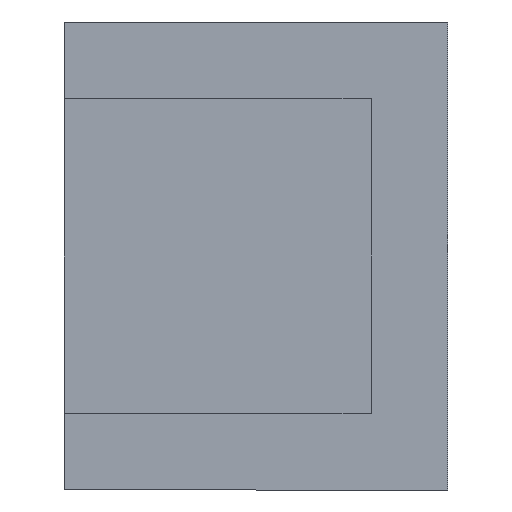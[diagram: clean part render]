
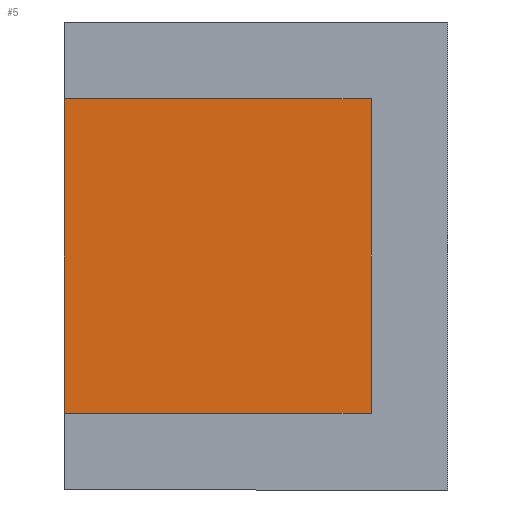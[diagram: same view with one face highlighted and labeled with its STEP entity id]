
A CAD part, left-side view. The second image highlights one B-rep face of the part: STEP entity #5.
In plain terms, the highlighted planar face has unit normal (-1, 0, 0).
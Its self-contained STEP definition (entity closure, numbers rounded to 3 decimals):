
#1 = CARTESIAN_POINT ( 'NONE',  ( 5.5, -6.859, 0. ) ) ;
#5 = ADVANCED_FACE ( 'NONE', ( #44 ), #141, .F. ) ;
#20 = LINE ( 'NONE', #81, #302 ) ;
#33 = CARTESIAN_POINT ( 'NONE',  ( 5.5, 13.141, 19.845 ) ) ;
#36 = VECTOR ( 'NONE', #190, 1000. ) ;
#44 = FACE_OUTER_BOUND ( 'NONE', #231, .T. ) ;
#75 = DIRECTION ( 'NONE',  ( 0., 0., -1. ) ) ;
#79 = DIRECTION ( 'NONE',  ( 0., -1., 0. ) ) ;
#81 = CARTESIAN_POINT ( 'NONE',  ( 5.5, 0., -5.655 ) ) ;
#85 = CARTESIAN_POINT ( 'NONE',  ( 5.5, 13.141, -5.655 ) ) ;
#90 = AXIS2_PLACEMENT_3D ( 'NONE', #239, #237, #75 ) ;
#110 = LINE ( 'NONE', #1, #281 ) ;
#114 = CARTESIAN_POINT ( 'NONE',  ( 5.5, 0., 14.845 ) ) ;
#138 = LINE ( 'NONE', #33, #36 ) ;
#140 = CARTESIAN_POINT ( 'NONE',  ( 5.5, 13.141, 14.845 ) ) ;
#141 = PLANE ( 'NONE',  #90 ) ;
#146 = VECTOR ( 'NONE', #167, 1000. ) ;
#160 = VERTEX_POINT ( 'NONE', #85 ) ;
#162 = ORIENTED_EDGE ( 'NONE', *, *, #243, .F. ) ;
#167 = DIRECTION ( 'NONE',  ( 0., -1., 0. ) ) ;
#183 = VERTEX_POINT ( 'NONE', #140 ) ;
#187 = VERTEX_POINT ( 'NONE', #283 ) ;
#190 = DIRECTION ( 'NONE',  ( 0., 0., 1. ) ) ;
#222 = EDGE_CURVE ( 'NONE', #160, #183, #138, .T. ) ;
#228 = ORIENTED_EDGE ( 'NONE', *, *, #321, .T. ) ;
#231 = EDGE_LOOP ( 'NONE', ( #292, #228, #162, #327 ) ) ;
#237 = DIRECTION ( 'NONE',  ( 1., 0., 0. ) ) ;
#239 = CARTESIAN_POINT ( 'NONE',  ( 5.5, 0., 0. ) ) ;
#243 = EDGE_CURVE ( 'NONE', #334, #187, #110, .T. ) ;
#250 = CARTESIAN_POINT ( 'NONE',  ( 5.5, -6.859, 14.845 ) ) ;
#260 = EDGE_CURVE ( 'NONE', #183, #334, #285, .T. ) ;
#281 = VECTOR ( 'NONE', #309, 1000. ) ;
#283 = CARTESIAN_POINT ( 'NONE',  ( 5.5, -6.859, -5.655 ) ) ;
#285 = LINE ( 'NONE', #114, #146 ) ;
#292 = ORIENTED_EDGE ( 'NONE', *, *, #222, .F. ) ;
#302 = VECTOR ( 'NONE', #79, 1000. ) ;
#309 = DIRECTION ( 'NONE',  ( 0., 0., -1. ) ) ;
#321 = EDGE_CURVE ( 'NONE', #160, #187, #20, .T. ) ;
#327 = ORIENTED_EDGE ( 'NONE', *, *, #260, .F. ) ;
#334 = VERTEX_POINT ( 'NONE', #250 ) ;
